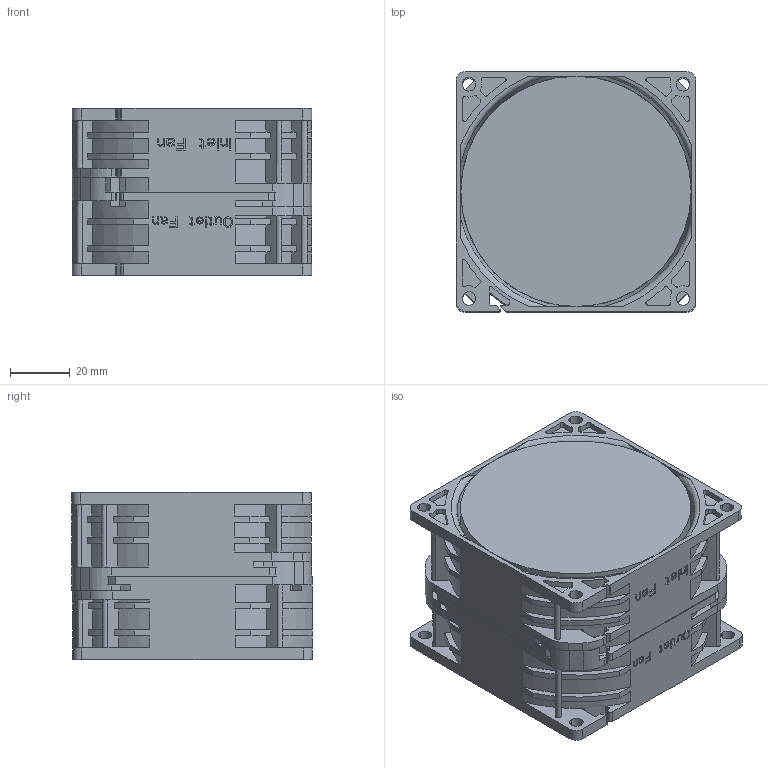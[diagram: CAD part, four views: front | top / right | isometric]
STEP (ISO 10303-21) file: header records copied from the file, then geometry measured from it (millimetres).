
FILE_DESCRIPTION((''),'2;1');
FILE_NAME('8056_3DFILE_ASM','2016-10-31T',('JIM.HUANG'),(''),'PRO/ENGINEER BY PARAMETRIC TECHNOLOGY CORPORATION, 2013050','PRO/ENGINEER BY PARAMETRIC TECHNOLOGY CORPORATION, 2013050','');
FILE_SCHEMA(('CONFIG_CONTROL_DESIGN'));
Products named in the file (3): 410206850001; 410206860002; 8056_3DFILE_ASM
Assembly tree (2 placements, depth 2):
  8056_3DFILE_ASM
    410206850001
    410206860002
Bounding box: 80 x 80.33 x 56 mm (x, y, z)
Volume: 322142.6 mm3; surface area: 54696.4 mm2
Topology: 2 solids, 2 shells, 1091 faces, 3129 edges, 2080 vertices
Faces by surface type: plane 766, cylinder 297, extrusion 14, torus 10, cone 4
Entity records: 36209 total; most frequent: CARTESIAN_POINT 6985, ORIENTED_EDGE 6258, DIRECTION 5892, EDGE_CURVE 3129, VECTOR 2444, LINE 2430, VERTEX_POINT 2080, AXIS2_PLACEMENT_3D 1724
